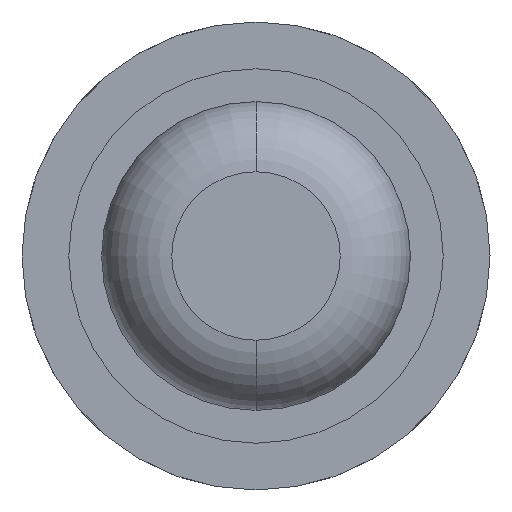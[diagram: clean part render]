
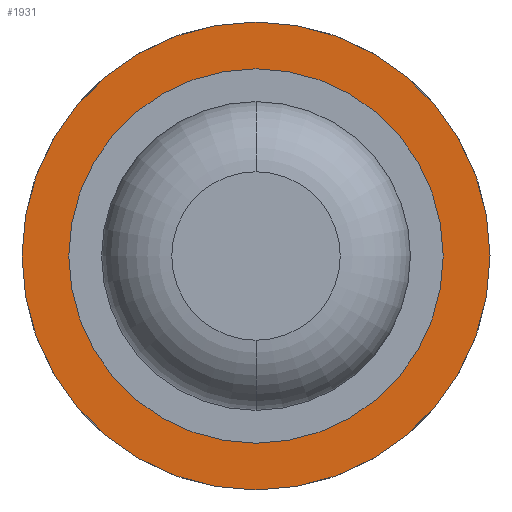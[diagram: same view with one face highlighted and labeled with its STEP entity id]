
A CAD part, front view. The second image highlights one B-rep face of the part: STEP entity #1931.
In plain terms, the highlighted planar face has unit normal (0, -1, 0).
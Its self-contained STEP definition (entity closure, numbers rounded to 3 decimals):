
#97 = EDGE_LOOP ( 'NONE', ( #850, #3995 ) ) ;
#400 = CIRCLE ( 'NONE', #4890, 0.5 ) ;
#426 = DIRECTION ( 'NONE',  ( 0., 0., -1. ) ) ;
#500 = AXIS2_PLACEMENT_3D ( 'NONE', #1513, #2707, #4356 ) ;
#555 = AXIS2_PLACEMENT_3D ( 'NONE', #4828, #3261, #426 ) ;
#756 = VERTEX_POINT ( 'NONE', #1827 ) ;
#850 = ORIENTED_EDGE ( 'NONE', *, *, #3968, .T. ) ;
#969 = CIRCLE ( 'NONE', #555, 1.25 ) ;
#1039 = EDGE_LOOP ( 'NONE', ( #2480, #4684 ) ) ;
#1052 = CIRCLE ( 'NONE', #500, 1.25 ) ;
#1159 = DIRECTION ( 'NONE',  ( 0., 0., -1. ) ) ;
#1237 = EDGE_CURVE ( 'Defeature ausgef�hrt1_24+Defeature ausgef�hrt1_25+Defeature ausgef�hrt1_25+Defeature ausgef�hrt1_25', #2827, #756, #1052, .T. ) ;
#1513 = CARTESIAN_POINT ( 'NONE',  ( 0., 5.3, 0. ) ) ;
#1827 = CARTESIAN_POINT ( 'NONE',  ( 0., 5.3, -1.25 ) ) ;
#1931 = ADVANCED_FACE ( 'Defeature ausgef�hrt1_24', ( #2597, #3531 ), #4795, .T. ) ;
#2221 = CARTESIAN_POINT ( 'NONE',  ( 0., 5.3, 1.25 ) ) ;
#2257 = CARTESIAN_POINT ( 'NONE',  ( 0., 5.3, 0. ) ) ;
#2383 = CARTESIAN_POINT ( 'NONE',  ( 1.25, 5.3, 0. ) ) ;
#2389 = DIRECTION ( 'NONE',  ( 0., -1., 0. ) ) ;
#2480 = ORIENTED_EDGE ( 'NONE', *, *, #4469, .F. ) ;
#2597 = FACE_OUTER_BOUND ( 'NONE', #97, .T. ) ;
#2707 = DIRECTION ( 'NONE',  ( 0., -1., 0. ) ) ;
#2785 = DIRECTION ( 'NONE',  ( 0., -1., 0. ) ) ;
#2827 = VERTEX_POINT ( 'NONE', #2221 ) ;
#3056 = AXIS2_PLACEMENT_3D ( 'NONE', #2257, #5100, #3931 ) ;
#3215 = CARTESIAN_POINT ( 'NONE',  ( 0., 5.3, 0. ) ) ;
#3261 = DIRECTION ( 'NONE',  ( 0., -1., 0. ) ) ;
#3531 = FACE_BOUND ( 'NONE', #1039, .T. ) ;
#3706 = AXIS2_PLACEMENT_3D ( 'NONE', #2383, #2785, #1159 ) ;
#3931 = DIRECTION ( 'NONE',  ( 0., 0., -1. ) ) ;
#3968 = EDGE_CURVE ( 'Defeature ausgef�hrt1_24+Defeature ausgef�hrt1_25+Defeature ausgef�hrt1_25+Defeature ausgef�hrt1_25', #756, #2827, #969, .T. ) ;
#3982 = VERTEX_POINT ( 'NONE', #4485 ) ;
#3995 = ORIENTED_EDGE ( 'NONE', *, *, #1237, .T. ) ;
#4045 = CIRCLE ( 'NONE', #3056, 0.5 ) ;
#4353 = DIRECTION ( 'NONE',  ( 0., 0., -1. ) ) ;
#4356 = DIRECTION ( 'NONE',  ( 0., 0., -1. ) ) ;
#4380 = EDGE_CURVE ( 'Defeature ausgef�hrt1_7+Defeature ausgef�hrt1_24+Defeature ausgef�hrt1_24+Defeature ausgef�hrt1_24', #3982, #5084, #4045, .T. ) ;
#4469 = EDGE_CURVE ( 'Defeature ausgef�hrt1_7+Defeature ausgef�hrt1_24+Defeature ausgef�hrt1_24+Defeature ausgef�hrt1_24', #5084, #3982, #400, .T. ) ;
#4485 = CARTESIAN_POINT ( 'NONE',  ( 0., 5.3, 0.5 ) ) ;
#4684 = ORIENTED_EDGE ( 'NONE', *, *, #4380, .F. ) ;
#4795 = PLANE ( 'NONE',  #3706 ) ;
#4828 = CARTESIAN_POINT ( 'NONE',  ( 0., 5.3, 0. ) ) ;
#4890 = AXIS2_PLACEMENT_3D ( 'NONE', #3215, #2389, #4353 ) ;
#4990 = CARTESIAN_POINT ( 'NONE',  ( 0., 5.3, -0.5 ) ) ;
#5084 = VERTEX_POINT ( 'NONE', #4990 ) ;
#5100 = DIRECTION ( 'NONE',  ( 0., -1., 0. ) ) ;
